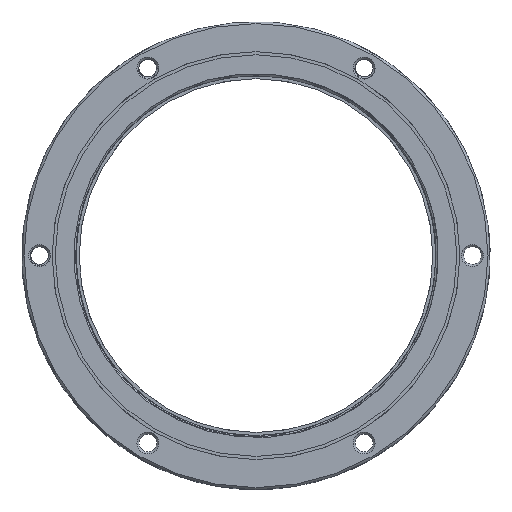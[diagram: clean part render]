
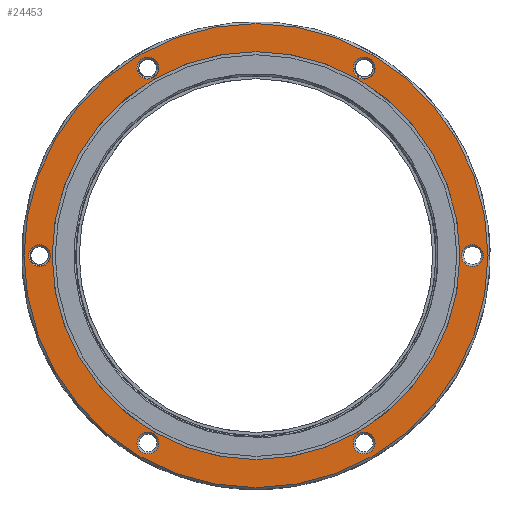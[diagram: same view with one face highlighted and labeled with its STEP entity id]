
A CAD part, left-side view. The second image highlights one B-rep face of the part: STEP entity #24453.
In plain terms, the highlighted planar face has unit normal (-1, 0, 0).
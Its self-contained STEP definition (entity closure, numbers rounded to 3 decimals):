
#139 = EDGE_CURVE ( 'NONE', #24125, #24125, #15885, .T. ) ;
#150 = EDGE_LOOP ( 'NONE', ( #18907 ) ) ;
#1186 = CARTESIAN_POINT ( 'NONE',  ( 8., 10.4, -19.063 ) ) ;
#1205 = CARTESIAN_POINT ( 'NONE',  ( 8., -10.4, -18.013 ) ) ;
#1233 = CARTESIAN_POINT ( 'NONE',  ( 8., -20.8, 0. ) ) ;
#1850 = AXIS2_PLACEMENT_3D ( 'NONE', #25496, #6546, #8194 ) ;
#2534 = EDGE_LOOP ( 'NONE', ( #10986 ) ) ;
#2538 = CARTESIAN_POINT ( 'NONE',  ( 8., 10.4, -18.013 ) ) ;
#3238 = CARTESIAN_POINT ( 'NONE',  ( 8., 20.8, 0. ) ) ;
#3253 = ORIENTED_EDGE ( 'NONE', *, *, #15336, .T. ) ;
#3393 = EDGE_LOOP ( 'NONE', ( #14786 ) ) ;
#4242 = EDGE_LOOP ( 'NONE', ( #8586 ) ) ;
#4914 = EDGE_LOOP ( 'NONE', ( #14312 ) ) ;
#5383 = DIRECTION ( 'NONE',  ( 1., 0., 0. ) ) ;
#5620 = EDGE_LOOP ( 'NONE', ( #11973 ) ) ;
#5859 = CIRCLE ( 'NONE', #15581, 1.05 ) ;
#6234 = CARTESIAN_POINT ( 'NONE',  ( 8., -10.4, 18.013 ) ) ;
#6331 = DIRECTION ( 'NONE',  ( 0., 0., -1. ) ) ;
#6546 = DIRECTION ( 'NONE',  ( -1., 0., 0. ) ) ;
#6872 = EDGE_CURVE ( 'NONE', #26316, #26316, #9539, .T. ) ;
#7027 = AXIS2_PLACEMENT_3D ( 'NONE', #24886, #25153, #18436 ) ;
#7096 = VERTEX_POINT ( 'NONE', #11377 ) ;
#7124 = AXIS2_PLACEMENT_3D ( 'NONE', #8388, #16865, #6331 ) ;
#7147 = CIRCLE ( 'NONE', #13782, 1.05 ) ;
#7376 = CARTESIAN_POINT ( 'NONE',  ( 8., -10.4, 16.963 ) ) ;
#7511 = CARTESIAN_POINT ( 'NONE',  ( 8., 0., 19.6 ) ) ;
#7707 = DIRECTION ( 'NONE',  ( 0., 0., -1. ) ) ;
#7745 = FACE_BOUND ( 'NONE', #21498, .T. ) ;
#7995 = FACE_BOUND ( 'NONE', #150, .T. ) ;
#8194 = DIRECTION ( 'NONE',  ( 0., 0., 1. ) ) ;
#8252 = FACE_OUTER_BOUND ( 'NONE', #4242, .T. ) ;
#8388 = CARTESIAN_POINT ( 'NONE',  ( 8., 0., 0. ) ) ;
#8586 = ORIENTED_EDGE ( 'NONE', *, *, #10076, .T. ) ;
#8882 = EDGE_CURVE ( 'NONE', #20142, #20142, #25692, .T. ) ;
#9427 = VERTEX_POINT ( 'NONE', #17790 ) ;
#9539 = CIRCLE ( 'NONE', #27207, 1.05 ) ;
#9806 = FACE_BOUND ( 'NONE', #14970, .T. ) ;
#9969 = CIRCLE ( 'NONE', #26796, 1.05 ) ;
#10076 = EDGE_CURVE ( 'NONE', #9427, #9427, #12876, .T. ) ;
#10352 = EDGE_CURVE ( 'NONE', #15695, #15695, #7147, .T. ) ;
#10616 = ORIENTED_EDGE ( 'NONE', *, *, #10352, .T. ) ;
#10638 = EDGE_CURVE ( 'NONE', #22211, #22211, #5859, .T. ) ;
#10986 = ORIENTED_EDGE ( 'NONE', *, *, #139, .T. ) ;
#11377 = CARTESIAN_POINT ( 'NONE',  ( 8., 20.8, -1.05 ) ) ;
#11523 = CARTESIAN_POINT ( 'NONE',  ( 8., 10.4, 16.963 ) ) ;
#11780 = DIRECTION ( 'NONE',  ( 1., 0., 0. ) ) ;
#11973 = ORIENTED_EDGE ( 'NONE', *, *, #10638, .T. ) ;
#12050 = DIRECTION ( 'NONE',  ( 0., 0., -1. ) ) ;
#12085 = DIRECTION ( 'NONE',  ( 0., 0., -1. ) ) ;
#12114 = CARTESIAN_POINT ( 'NONE',  ( 8., 10.4, 18.013 ) ) ;
#12175 = DIRECTION ( 'NONE',  ( 1., 0., 0. ) ) ;
#12876 = CIRCLE ( 'NONE', #7124, 22.3 ) ;
#13782 = AXIS2_PLACEMENT_3D ( 'NONE', #12114, #5383, #7707 ) ;
#14312 = ORIENTED_EDGE ( 'NONE', *, *, #6872, .T. ) ;
#14786 = ORIENTED_EDGE ( 'NONE', *, *, #16044, .T. ) ;
#14970 = EDGE_LOOP ( 'NONE', ( #10616 ) ) ;
#15336 = EDGE_CURVE ( 'NONE', #7096, #7096, #18812, .T. ) ;
#15581 = AXIS2_PLACEMENT_3D ( 'NONE', #1205, #16265, #12085 ) ;
#15695 = VERTEX_POINT ( 'NONE', #11523 ) ;
#15885 = CIRCLE ( 'NONE', #26886, 1.05 ) ;
#16044 = EDGE_CURVE ( 'NONE', #20008, #20008, #9969, .T. ) ;
#16265 = DIRECTION ( 'NONE',  ( 1., 0., 0. ) ) ;
#16468 = PLANE ( 'NONE',  #7027 ) ;
#16721 = FACE_BOUND ( 'NONE', #3393, .T. ) ;
#16865 = DIRECTION ( 'NONE',  ( -1., 0., 0. ) ) ;
#17501 = AXIS2_PLACEMENT_3D ( 'NONE', #3238, #11780, #12050 ) ;
#17790 = CARTESIAN_POINT ( 'NONE',  ( 8., 0., -22.3 ) ) ;
#18078 = CARTESIAN_POINT ( 'NONE',  ( 8., -10.4, -19.063 ) ) ;
#18436 = DIRECTION ( 'NONE',  ( 0., 0., -1. ) ) ;
#18560 = FACE_BOUND ( 'NONE', #2534, .T. ) ;
#18812 = CIRCLE ( 'NONE', #17501, 1.05 ) ;
#18847 = DIRECTION ( 'NONE',  ( 0., 0., -1. ) ) ;
#18907 = ORIENTED_EDGE ( 'NONE', *, *, #8882, .F. ) ;
#19564 = DIRECTION ( 'NONE',  ( 0., 0., -1. ) ) ;
#20008 = VERTEX_POINT ( 'NONE', #7376 ) ;
#20142 = VERTEX_POINT ( 'NONE', #7511 ) ;
#20331 = DIRECTION ( 'NONE',  ( 1., 0., 0. ) ) ;
#20511 = FACE_BOUND ( 'NONE', #5620, .T. ) ;
#21497 = DIRECTION ( 'NONE',  ( 1., 0., 0. ) ) ;
#21498 = EDGE_LOOP ( 'NONE', ( #3253 ) ) ;
#22211 = VERTEX_POINT ( 'NONE', #18078 ) ;
#24125 = VERTEX_POINT ( 'NONE', #1186 ) ;
#24258 = CARTESIAN_POINT ( 'NONE',  ( 8., -20.8, -1.05 ) ) ;
#24316 = DIRECTION ( 'NONE',  ( 0., 0., -1. ) ) ;
#24453 = ADVANCED_FACE ( 'NONE', ( #8252, #18560, #20511, #26955, #16721, #9806, #7745, #7995 ), #16468, .F. ) ;
#24886 = CARTESIAN_POINT ( 'NONE',  ( 8., 22.5, 0. ) ) ;
#25153 = DIRECTION ( 'NONE',  ( 1., 0., 0. ) ) ;
#25496 = CARTESIAN_POINT ( 'NONE',  ( 8., 0., 0. ) ) ;
#25692 = CIRCLE ( 'NONE', #1850, 19.6 ) ;
#26316 = VERTEX_POINT ( 'NONE', #24258 ) ;
#26796 = AXIS2_PLACEMENT_3D ( 'NONE', #6234, #12175, #18847 ) ;
#26886 = AXIS2_PLACEMENT_3D ( 'NONE', #2538, #21497, #19564 ) ;
#26955 = FACE_BOUND ( 'NONE', #4914, .T. ) ;
#27207 = AXIS2_PLACEMENT_3D ( 'NONE', #1233, #20331, #24316 ) ;
